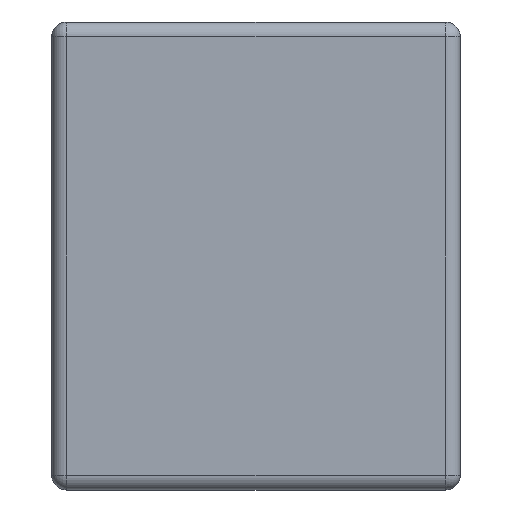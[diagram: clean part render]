
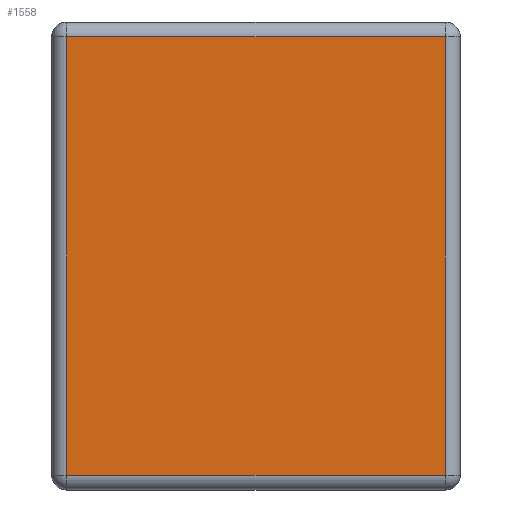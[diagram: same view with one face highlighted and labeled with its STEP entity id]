
A CAD part, left-side view. The second image highlights one B-rep face of the part: STEP entity #1558.
In plain terms, the highlighted planar face has unit normal (-1, 0, 0).
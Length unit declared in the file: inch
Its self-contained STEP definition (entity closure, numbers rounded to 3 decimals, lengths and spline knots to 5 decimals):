
#97 = VECTOR ( 'NONE', #252, 39.37008 ) ;
#147 = VECTOR ( 'NONE', #1622, 39.37008 ) ;
#221 = EDGE_CURVE ( 'NONE', #982, #652, #672, .T. ) ;
#240 = CARTESIAN_POINT ( 'NONE',  ( -0.063, 0.0255, 0.0295 ) ) ;
#252 = DIRECTION ( 'NONE',  ( 0., 0., -1. ) ) ;
#265 = LINE ( 'NONE', #1173, #590 ) ;
#295 = ORIENTED_EDGE ( 'NONE', *, *, #665, .T. ) ;
#511 = ORIENTED_EDGE ( 'NONE', *, *, #1512, .T. ) ;
#527 = CARTESIAN_POINT ( 'NONE',  ( -0.063, 0.0255, -0.0315 ) ) ;
#544 = LINE ( 'NONE', #604, #933 ) ;
#590 = VECTOR ( 'NONE', #886, 39.37008 ) ;
#604 = CARTESIAN_POINT ( 'NONE',  ( -0.063, 0.0275, 0.0295 ) ) ;
#652 = VERTEX_POINT ( 'NONE', #1316 ) ;
#665 = EDGE_CURVE ( 'NONE', #1321, #1505, #544, .T. ) ;
#672 = LINE ( 'NONE', #1038, #147 ) ;
#751 = EDGE_CURVE ( 'NONE', #652, #1321, #265, .T. ) ;
#824 = DIRECTION ( 'NONE',  ( 1., 0., 0. ) ) ;
#886 = DIRECTION ( 'NONE',  ( 0., 0., 1. ) ) ;
#933 = VECTOR ( 'NONE', #1297, 39.37008 ) ;
#982 = VERTEX_POINT ( 'NONE', #1086 ) ;
#1038 = CARTESIAN_POINT ( 'NONE',  ( -0.063, 0.0275, -0.0295 ) ) ;
#1086 = CARTESIAN_POINT ( 'NONE',  ( -0.063, 0.0255, -0.0295 ) ) ;
#1101 = PLANE ( 'NONE',  #1559 ) ;
#1173 = CARTESIAN_POINT ( 'NONE',  ( -0.063, -0.0255, -0.0315 ) ) ;
#1258 = ORIENTED_EDGE ( 'NONE', *, *, #221, .T. ) ;
#1261 = DIRECTION ( 'NONE',  ( 0., 0., -1. ) ) ;
#1297 = DIRECTION ( 'NONE',  ( 0., 1., 0. ) ) ;
#1316 = CARTESIAN_POINT ( 'NONE',  ( -0.063, -0.0255, -0.0295 ) ) ;
#1321 = VERTEX_POINT ( 'NONE', #1637 ) ;
#1326 = ORIENTED_EDGE ( 'NONE', *, *, #751, .T. ) ;
#1467 = LINE ( 'NONE', #527, #97 ) ;
#1505 = VERTEX_POINT ( 'NONE', #240 ) ;
#1509 = FACE_OUTER_BOUND ( 'NONE', #1742, .T. ) ;
#1512 = EDGE_CURVE ( 'NONE', #1505, #982, #1467, .T. ) ;
#1558 = ADVANCED_FACE ( 'NONE', ( #1509 ), #1101, .F. ) ;
#1559 = AXIS2_PLACEMENT_3D ( 'NONE', #1828, #824, #1261 ) ;
#1622 = DIRECTION ( 'NONE',  ( 0., -1., 0. ) ) ;
#1637 = CARTESIAN_POINT ( 'NONE',  ( -0.063, -0.0255, 0.0295 ) ) ;
#1742 = EDGE_LOOP ( 'NONE', ( #511, #1258, #1326, #295 ) ) ;
#1828 = CARTESIAN_POINT ( 'NONE',  ( -0.063, 0.0275, -0.0315 ) ) ;
